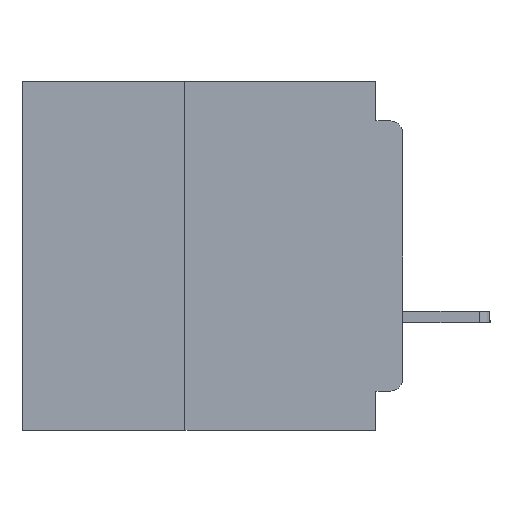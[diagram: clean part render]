
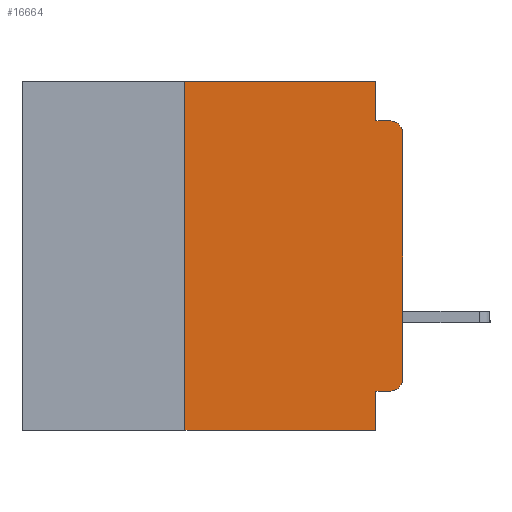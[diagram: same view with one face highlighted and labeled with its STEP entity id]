
A CAD part, left-side view. The second image highlights one B-rep face of the part: STEP entity #16664.
In plain terms, the highlighted planar face has unit normal (-1, 0, 0).
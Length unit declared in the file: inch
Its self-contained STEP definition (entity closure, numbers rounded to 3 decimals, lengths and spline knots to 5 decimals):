
#3423 = EDGE_CURVE ( 'NONE', #56731, #51448, #62081, .T. ) ;
#4641 = CARTESIAN_POINT ( 'NONE',  ( 0., 0.031, -0.045 ) ) ;
#7322 = VECTOR ( 'NONE', #33587, 39.37008 ) ;
#7560 = VECTOR ( 'NONE', #61004, 39.37008 ) ;
#8695 = FACE_OUTER_BOUND ( 'NONE', #26178, .T. ) ;
#9014 = LINE ( 'NONE', #38910, #7322 ) ;
#9045 = LINE ( 'NONE', #10840, #10677 ) ;
#9206 = ORIENTED_EDGE ( 'NONE', *, *, #34444, .T. ) ;
#10253 = EDGE_CURVE ( 'NONE', #43476, #38475, #9014, .T. ) ;
#10677 = VECTOR ( 'NONE', #58513, 39.37008 ) ;
#10840 = CARTESIAN_POINT ( 'NONE',  ( 0., 0., -0.045 ) ) ;
#10926 = CARTESIAN_POINT ( 'NONE',  ( 0., 0.015, -0.06 ) ) ;
#11926 = DIRECTION ( 'NONE',  ( -1., 0., 0. ) ) ;
#12692 = ORIENTED_EDGE ( 'NONE', *, *, #63543, .F. ) ;
#12924 = AXIS2_PLACEMENT_3D ( 'NONE', #28105, #54733, #23039 ) ;
#14490 = CARTESIAN_POINT ( 'NONE',  ( 0., 0., -0.355 ) ) ;
#14871 = VECTOR ( 'NONE', #65928, 39.37008 ) ;
#15419 = ORIENTED_EDGE ( 'NONE', *, *, #60475, .F. ) ;
#16267 = DIRECTION ( 'NONE',  ( 0., 0., -1. ) ) ;
#16664 = ADVANCED_FACE ( 'NONE', ( #8695 ), #44156, .F. ) ;
#16716 = ORIENTED_EDGE ( 'NONE', *, *, #3423, .T. ) ;
#17479 = DIRECTION ( 'NONE',  ( 0., 0., 1. ) ) ;
#17490 = CARTESIAN_POINT ( 'NONE',  ( 0., 0.25, -0.4 ) ) ;
#18684 = LINE ( 'NONE', #37957, #57597 ) ;
#18785 = CIRCLE ( 'NONE', #38878, 0.015 ) ;
#19830 = DIRECTION ( 'NONE',  ( 0., 1., 0. ) ) ;
#20967 = VERTEX_POINT ( 'NONE', #58633 ) ;
#21673 = LINE ( 'NONE', #66057, #7560 ) ;
#21681 = EDGE_CURVE ( 'NONE', #58106, #56269, #57116, .T. ) ;
#21868 = DIRECTION ( 'NONE',  ( 0., 0., -1. ) ) ;
#22676 = VECTOR ( 'NONE', #35060, 39.37008 ) ;
#23039 = DIRECTION ( 'NONE',  ( 0., 0., -1. ) ) ;
#24934 = ORIENTED_EDGE ( 'NONE', *, *, #21681, .T. ) ;
#25759 = EDGE_CURVE ( 'NONE', #48539, #29658, #9045, .T. ) ;
#26178 = EDGE_LOOP ( 'NONE', ( #9206, #38664, #29119, #42514, #37802, #15419, #24934, #67757, #12692, #16716 ) ) ;
#27175 = VECTOR ( 'NONE', #17479, 39.37008 ) ;
#28105 = CARTESIAN_POINT ( 'NONE',  ( 0., 0.437, 0. ) ) ;
#29119 = ORIENTED_EDGE ( 'NONE', *, *, #25759, .F. ) ;
#29644 = CARTESIAN_POINT ( 'NONE',  ( 0., 0.25, -0.4 ) ) ;
#29658 = VERTEX_POINT ( 'NONE', #68051 ) ;
#30153 = CARTESIAN_POINT ( 'NONE',  ( 0., 0.25, 0. ) ) ;
#30925 = VERTEX_POINT ( 'NONE', #46739 ) ;
#32659 = EDGE_CURVE ( 'NONE', #38475, #48539, #21673, .T. ) ;
#33354 = CARTESIAN_POINT ( 'NONE',  ( 0., 0., 0. ) ) ;
#33587 = DIRECTION ( 'NONE',  ( 0., -1., 0. ) ) ;
#34406 = CARTESIAN_POINT ( 'NONE',  ( 0., 0.437, -0.4 ) ) ;
#34444 = EDGE_CURVE ( 'NONE', #51448, #20967, #55338, .T. ) ;
#35060 = DIRECTION ( 'NONE',  ( 0., 0., 1. ) ) ;
#37802 = ORIENTED_EDGE ( 'NONE', *, *, #10253, .F. ) ;
#37957 = CARTESIAN_POINT ( 'NONE',  ( 0., 0.031, -0.4 ) ) ;
#38475 = VERTEX_POINT ( 'NONE', #40884 ) ;
#38664 = ORIENTED_EDGE ( 'NONE', *, *, #44811, .T. ) ;
#38878 = AXIS2_PLACEMENT_3D ( 'NONE', #10926, #48049, #16267 ) ;
#38910 = CARTESIAN_POINT ( 'NONE',  ( 0., 0.437, 0. ) ) ;
#40884 = CARTESIAN_POINT ( 'NONE',  ( 0., 0.031, 0. ) ) ;
#42514 = ORIENTED_EDGE ( 'NONE', *, *, #32659, .F. ) ;
#43194 = CARTESIAN_POINT ( 'NONE',  ( 0., 0., -0.34 ) ) ;
#43476 = VERTEX_POINT ( 'NONE', #30153 ) ;
#43750 = CARTESIAN_POINT ( 'NONE',  ( 0., 0.015, -0.34 ) ) ;
#44156 = PLANE ( 'NONE',  #12924 ) ;
#44811 = EDGE_CURVE ( 'NONE', #20967, #29658, #18785, .T. ) ;
#46739 = CARTESIAN_POINT ( 'NONE',  ( 0., 0.031, -0.355 ) ) ;
#48049 = DIRECTION ( 'NONE',  ( -1., 0., 0. ) ) ;
#48539 = VERTEX_POINT ( 'NONE', #4641 ) ;
#49034 = DIRECTION ( 'NONE',  ( 0., 0., -1. ) ) ;
#51448 = VERTEX_POINT ( 'NONE', #43194 ) ;
#52495 = LINE ( 'NONE', #29644, #22676 ) ;
#54733 = DIRECTION ( 'NONE',  ( 1., 0., 0. ) ) ;
#55284 = CARTESIAN_POINT ( 'NONE',  ( 0., 0.031, -0.4 ) ) ;
#55338 = LINE ( 'NONE', #33354, #27175 ) ;
#56269 = VERTEX_POINT ( 'NONE', #55284 ) ;
#56731 = VERTEX_POINT ( 'NONE', #62794 ) ;
#57116 = LINE ( 'NONE', #34406, #14871 ) ;
#57597 = VECTOR ( 'NONE', #21868, 39.37008 ) ;
#58106 = VERTEX_POINT ( 'NONE', #17490 ) ;
#58513 = DIRECTION ( 'NONE',  ( 0., -1., 0. ) ) ;
#58633 = CARTESIAN_POINT ( 'NONE',  ( 0., 0., -0.06 ) ) ;
#59575 = EDGE_CURVE ( 'NONE', #30925, #56269, #18684, .T. ) ;
#60475 = EDGE_CURVE ( 'NONE', #58106, #43476, #52495, .T. ) ;
#61004 = DIRECTION ( 'NONE',  ( 0., 0., -1. ) ) ;
#61101 = VECTOR ( 'NONE', #19830, 39.37008 ) ;
#62081 = CIRCLE ( 'NONE', #62954, 0.015 ) ;
#62794 = CARTESIAN_POINT ( 'NONE',  ( 0., 0.015, -0.355 ) ) ;
#62954 = AXIS2_PLACEMENT_3D ( 'NONE', #43750, #11926, #49034 ) ;
#63543 = EDGE_CURVE ( 'NONE', #56731, #30925, #66033, .T. ) ;
#65928 = DIRECTION ( 'NONE',  ( 0., -1., 0. ) ) ;
#66033 = LINE ( 'NONE', #14490, #61101 ) ;
#66057 = CARTESIAN_POINT ( 'NONE',  ( 0., 0.031, 0. ) ) ;
#67757 = ORIENTED_EDGE ( 'NONE', *, *, #59575, .F. ) ;
#68051 = CARTESIAN_POINT ( 'NONE',  ( 0., 0.015, -0.045 ) ) ;
